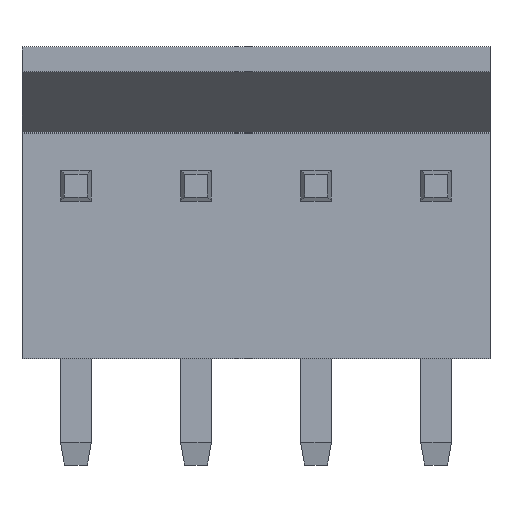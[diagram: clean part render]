
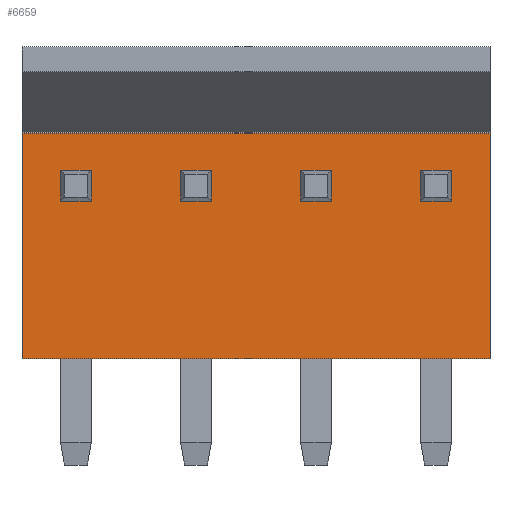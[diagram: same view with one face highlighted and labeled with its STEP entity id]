
A CAD part, front view. The second image highlights one B-rep face of the part: STEP entity #6659.
In plain terms, the highlighted planar face has unit normal (0, -1, 0).
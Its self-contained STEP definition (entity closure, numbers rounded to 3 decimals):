
#514=ORIENTED_EDGE('',*,*,#1858,.T.);
#515=ORIENTED_EDGE('',*,*,#1859,.T.);
#516=ORIENTED_EDGE('',*,*,#1860,.T.);
#517=ORIENTED_EDGE('',*,*,#1861,.T.);
#518=ORIENTED_EDGE('',*,*,#1862,.T.);
#519=ORIENTED_EDGE('',*,*,#1863,.T.);
#520=ORIENTED_EDGE('',*,*,#1864,.T.);
#521=ORIENTED_EDGE('',*,*,#1865,.T.);
#522=ORIENTED_EDGE('',*,*,#1866,.T.);
#523=ORIENTED_EDGE('',*,*,#1867,.T.);
#524=ORIENTED_EDGE('',*,*,#1868,.T.);
#525=ORIENTED_EDGE('',*,*,#1869,.T.);
#526=ORIENTED_EDGE('',*,*,#1870,.T.);
#527=ORIENTED_EDGE('',*,*,#1871,.T.);
#528=ORIENTED_EDGE('',*,*,#1872,.T.);
#529=ORIENTED_EDGE('',*,*,#1873,.T.);
#530=ORIENTED_EDGE('',*,*,#1874,.T.);
#531=ORIENTED_EDGE('',*,*,#1875,.T.);
#532=ORIENTED_EDGE('',*,*,#1876,.F.);
#533=ORIENTED_EDGE('',*,*,#1877,.F.);
#1858=EDGE_CURVE('',#2536,#2537,#3000,.T.);
#1859=EDGE_CURVE('',#2537,#2538,#3001,.T.);
#1860=EDGE_CURVE('',#2538,#2539,#3002,.T.);
#1861=EDGE_CURVE('',#2539,#2536,#3003,.T.);
#1862=EDGE_CURVE('',#2540,#2541,#3004,.T.);
#1863=EDGE_CURVE('',#2541,#2542,#3005,.T.);
#1864=EDGE_CURVE('',#2542,#2543,#3006,.T.);
#1865=EDGE_CURVE('',#2543,#2540,#3007,.T.);
#1866=EDGE_CURVE('',#2544,#2545,#3008,.T.);
#1867=EDGE_CURVE('',#2545,#2546,#3009,.T.);
#1868=EDGE_CURVE('',#2546,#2547,#3010,.T.);
#1869=EDGE_CURVE('',#2547,#2544,#3011,.T.);
#1870=EDGE_CURVE('',#2548,#2549,#3012,.T.);
#1871=EDGE_CURVE('',#2549,#2550,#3013,.T.);
#1872=EDGE_CURVE('',#2550,#2551,#3014,.T.);
#1873=EDGE_CURVE('',#2551,#2548,#3015,.T.);
#1874=EDGE_CURVE('',#2552,#2553,#3016,.T.);
#1875=EDGE_CURVE('',#2553,#2554,#3017,.T.);
#1876=EDGE_CURVE('',#2555,#2554,#3018,.T.);
#1877=EDGE_CURVE('',#2552,#2555,#3019,.T.);
#2536=VERTEX_POINT('',#8269);
#2537=VERTEX_POINT('',#8270);
#2538=VERTEX_POINT('',#8272);
#2539=VERTEX_POINT('',#8274);
#2540=VERTEX_POINT('',#8277);
#2541=VERTEX_POINT('',#8278);
#2542=VERTEX_POINT('',#8280);
#2543=VERTEX_POINT('',#8282);
#2544=VERTEX_POINT('',#8285);
#2545=VERTEX_POINT('',#8286);
#2546=VERTEX_POINT('',#8288);
#2547=VERTEX_POINT('',#8290);
#2548=VERTEX_POINT('',#8293);
#2549=VERTEX_POINT('',#8294);
#2550=VERTEX_POINT('',#8296);
#2551=VERTEX_POINT('',#8298);
#2552=VERTEX_POINT('',#8301);
#2553=VERTEX_POINT('',#8302);
#2554=VERTEX_POINT('',#8304);
#2555=VERTEX_POINT('',#8306);
#3000=LINE('',#8268,#3372);
#3001=LINE('',#8271,#3373);
#3002=LINE('',#8273,#3374);
#3003=LINE('',#8275,#3375);
#3004=LINE('',#8276,#3376);
#3005=LINE('',#8279,#3377);
#3006=LINE('',#8281,#3378);
#3007=LINE('',#8283,#3379);
#3008=LINE('',#8284,#3380);
#3009=LINE('',#8287,#3381);
#3010=LINE('',#8289,#3382);
#3011=LINE('',#8291,#3383);
#3012=LINE('',#8292,#3384);
#3013=LINE('',#8295,#3385);
#3014=LINE('',#8297,#3386);
#3015=LINE('',#8299,#3387);
#3016=LINE('',#8300,#3388);
#3017=LINE('',#8303,#3389);
#3018=LINE('',#8305,#3390);
#3019=LINE('',#8307,#3391);
#3372=VECTOR('',#7328,1000.);
#3373=VECTOR('',#7329,1000.);
#3374=VECTOR('',#7330,1000.);
#3375=VECTOR('',#7331,1000.);
#3376=VECTOR('',#7332,1000.);
#3377=VECTOR('',#7333,1000.);
#3378=VECTOR('',#7334,1000.);
#3379=VECTOR('',#7335,1000.);
#3380=VECTOR('',#7336,1000.);
#3381=VECTOR('',#7337,1000.);
#3382=VECTOR('',#7338,1000.);
#3383=VECTOR('',#7339,1000.);
#3384=VECTOR('',#7340,1000.);
#3385=VECTOR('',#7341,1000.);
#3386=VECTOR('',#7342,1000.);
#3387=VECTOR('',#7343,1000.);
#3388=VECTOR('',#7344,1000.);
#3389=VECTOR('',#7345,1000.);
#3390=VECTOR('',#7346,1000.);
#3391=VECTOR('',#7347,1000.);
#3708=EDGE_LOOP('',(#514,#515,#516,#517));
#3709=EDGE_LOOP('',(#518,#519,#520,#521));
#3710=EDGE_LOOP('',(#522,#523,#524,#525));
#3711=EDGE_LOOP('',(#526,#527,#528,#529));
#3712=EDGE_LOOP('',(#530,#531,#532,#533));
#4032=FACE_BOUND('',#3708,.T.);
#4033=FACE_BOUND('',#3709,.T.);
#4034=FACE_BOUND('',#3710,.T.);
#4035=FACE_BOUND('',#3711,.T.);
#4036=FACE_BOUND('',#3712,.T.);
#4348=PLANE('',#6980);
#6659=ADVANCED_FACE('',(#4032,#4033,#4034,#4035,#4036),#4348,.T.);
#6980=AXIS2_PLACEMENT_3D('',#8267,#7326,#7327);
#7326=DIRECTION('',(0.,-1.,0.));
#7327=DIRECTION('',(1.,0.,0.));
#7328=DIRECTION('',(0.,0.,-1.));
#7329=DIRECTION('',(-1.,0.,0.));
#7330=DIRECTION('',(0.,0.,1.));
#7331=DIRECTION('',(1.,0.,0.));
#7332=DIRECTION('',(0.,0.,-1.));
#7333=DIRECTION('',(-1.,0.,0.));
#7334=DIRECTION('',(0.,0.,1.));
#7335=DIRECTION('',(1.,0.,0.));
#7336=DIRECTION('',(0.,0.,-1.));
#7337=DIRECTION('',(-1.,0.,0.));
#7338=DIRECTION('',(0.,0.,1.));
#7339=DIRECTION('',(1.,0.,0.));
#7340=DIRECTION('',(-1.,0.,0.));
#7341=DIRECTION('',(0.,0.,1.));
#7342=DIRECTION('',(1.,0.,0.));
#7343=DIRECTION('',(0.,0.,-1.));
#7344=DIRECTION('',(0.,0.,1.));
#7345=DIRECTION('',(-1.,0.,0.));
#7346=DIRECTION('',(0.,0.,1.));
#7347=DIRECTION('',(-1.,0.,0.));
#8267=CARTESIAN_POINT('',(7.718,-8.915,0.));
#8268=CARTESIAN_POINT('',(6.448,-8.915,6.223));
#8269=CARTESIAN_POINT('',(6.448,-8.915,6.223));
#8270=CARTESIAN_POINT('',(6.448,-8.915,5.207));
#8271=CARTESIAN_POINT('',(6.448,-8.915,5.207));
#8272=CARTESIAN_POINT('',(5.432,-8.915,5.207));
#8273=CARTESIAN_POINT('',(5.432,-8.915,5.207));
#8274=CARTESIAN_POINT('',(5.432,-8.915,6.223));
#8275=CARTESIAN_POINT('',(5.432,-8.915,6.223));
#8276=CARTESIAN_POINT('',(2.488,-8.915,6.223));
#8277=CARTESIAN_POINT('',(2.488,-8.915,6.223));
#8278=CARTESIAN_POINT('',(2.488,-8.915,5.207));
#8279=CARTESIAN_POINT('',(2.488,-8.915,5.207));
#8280=CARTESIAN_POINT('',(1.472,-8.915,5.207));
#8281=CARTESIAN_POINT('',(1.472,-8.915,5.207));
#8282=CARTESIAN_POINT('',(1.472,-8.915,6.223));
#8283=CARTESIAN_POINT('',(1.472,-8.915,6.223));
#8284=CARTESIAN_POINT('',(-1.472,-8.915,6.223));
#8285=CARTESIAN_POINT('',(-1.472,-8.915,6.223));
#8286=CARTESIAN_POINT('',(-1.472,-8.915,5.207));
#8287=CARTESIAN_POINT('',(-1.472,-8.915,5.207));
#8288=CARTESIAN_POINT('',(-2.488,-8.915,5.207));
#8289=CARTESIAN_POINT('',(-2.488,-8.915,5.207));
#8290=CARTESIAN_POINT('',(-2.488,-8.915,6.223));
#8291=CARTESIAN_POINT('',(-2.488,-8.915,6.223));
#8292=CARTESIAN_POINT('',(-5.432,-8.915,5.207));
#8293=CARTESIAN_POINT('',(-5.432,-8.915,5.207));
#8294=CARTESIAN_POINT('',(-6.448,-8.915,5.207));
#8295=CARTESIAN_POINT('',(-6.448,-8.915,5.207));
#8296=CARTESIAN_POINT('',(-6.448,-8.915,6.223));
#8297=CARTESIAN_POINT('',(-6.448,-8.915,6.223));
#8298=CARTESIAN_POINT('',(-5.432,-8.915,6.223));
#8299=CARTESIAN_POINT('',(-5.432,-8.915,6.223));
#8300=CARTESIAN_POINT('',(7.718,-8.915,0.));
#8301=CARTESIAN_POINT('',(7.718,-8.915,0.));
#8302=CARTESIAN_POINT('',(7.718,-8.915,7.44));
#8303=CARTESIAN_POINT('',(7.718,-8.915,7.44));
#8304=CARTESIAN_POINT('',(-7.718,-8.915,7.44));
#8305=CARTESIAN_POINT('',(-7.718,-8.915,0.));
#8306=CARTESIAN_POINT('',(-7.718,-8.915,0.));
#8307=CARTESIAN_POINT('',(7.718,-8.915,0.));
